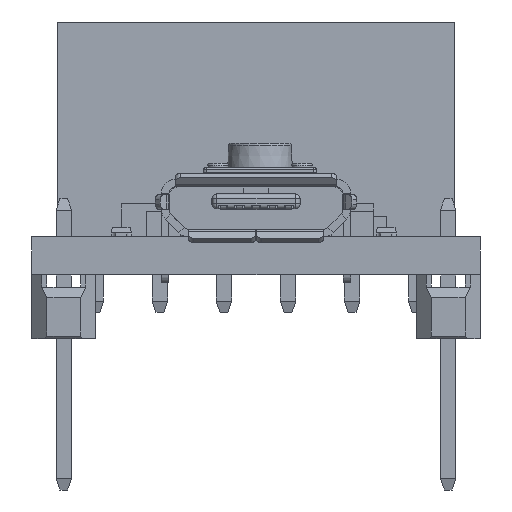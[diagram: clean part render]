
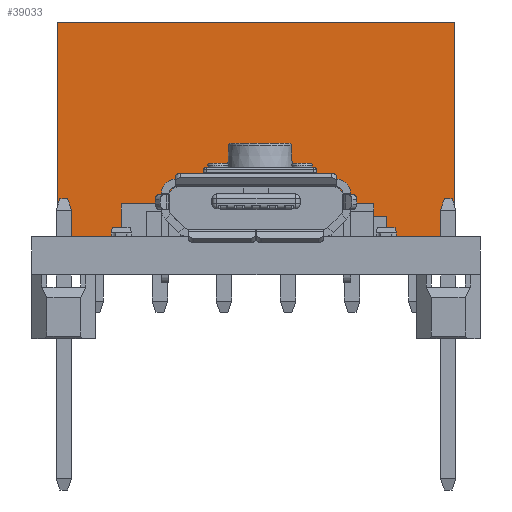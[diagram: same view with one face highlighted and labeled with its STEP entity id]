
A CAD part, left-side view. The second image highlights one B-rep face of the part: STEP entity #39033.
In plain terms, the highlighted face is planar.
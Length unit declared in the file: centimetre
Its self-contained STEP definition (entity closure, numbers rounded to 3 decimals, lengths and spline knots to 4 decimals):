
#4268=VERTEX_POINT('',#54679);
#4269=VERTEX_POINT('',#54681);
#4383=VERTEX_POINT('',#55148);
#4384=VERTEX_POINT('',#55150);
#7863=VECTOR('',#45081,1.);
#8099=VECTOR('',#45446,1.);
#8100=VECTOR('',#45447,1.);
#8101=VECTOR('',#45448,1.);
#12490=LINE('',#54680,#7863);
#12726=LINE('',#55147,#8099);
#12727=LINE('',#55149,#8100);
#12728=LINE('',#55151,#8101);
#17381=EDGE_CURVE('',#4269,#4268,#12490,.T.);
#17625=EDGE_CURVE('',#4268,#4383,#12726,.T.);
#17626=EDGE_CURVE('',#4384,#4383,#12727,.T.);
#17627=EDGE_CURVE('',#4384,#4269,#12728,.T.);
#24610=ORIENTED_EDGE('',*,*,#17625,.T.);
#24611=ORIENTED_EDGE('',*,*,#17626,.F.);
#24612=ORIENTED_EDGE('',*,*,#17627,.T.);
#24613=ORIENTED_EDGE('',*,*,#17381,.T.);
#34064=EDGE_LOOP('',(#24610,#24611,#24612,#24613));
#36681=FACE_BOUND('',#34064,.T.);
#39033=ADVANCED_FACE('',(#36681),#64761,.T.);
#41387=AXIS2_PLACEMENT_3D('',#55146,#45445,$);
#45081=DIRECTION('',(1.,0.,0.));
#45445=DIRECTION('',(0.,0.,-1.));
#45446=DIRECTION('',(0.,-1.,0.));
#45447=DIRECTION('',(1.,0.,0.));
#45448=DIRECTION('',(0.,1.,0.));
#54679=CARTESIAN_POINT('',(1.5748,0.8509,-0.254));
#54680=CARTESIAN_POINT('',(0.,0.8509,-0.254));
#54681=CARTESIAN_POINT('',(0.,0.8509,-0.254));
#55146=CARTESIAN_POINT('',(0.,0.4255,-0.254));
#55147=CARTESIAN_POINT('',(1.5748,0.,-0.254));
#55148=CARTESIAN_POINT('',(1.5748,0.,-0.254));
#55149=CARTESIAN_POINT('',(0.,0.,-0.254));
#55150=CARTESIAN_POINT('',(0.,0.,-0.254));
#55151=CARTESIAN_POINT('',(0.,0.,-0.254));
#64761=PLANE('',#41387);
